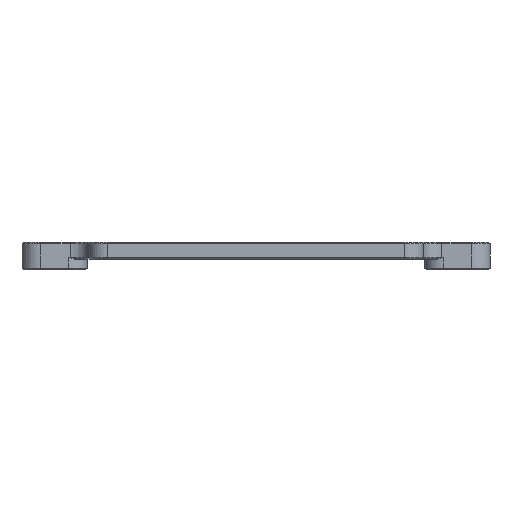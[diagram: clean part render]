
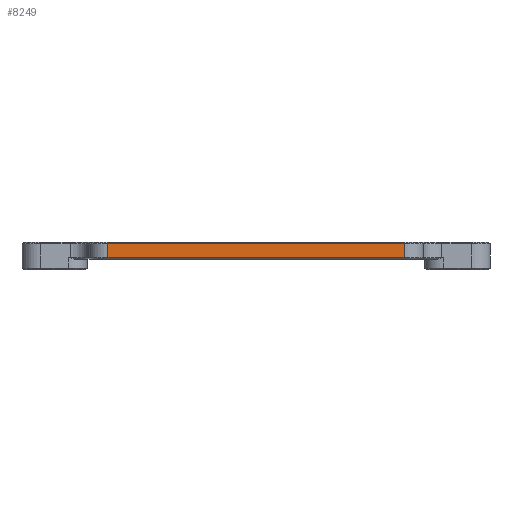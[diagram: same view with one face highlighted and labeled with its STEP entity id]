
A CAD part, front view. The second image highlights one B-rep face of the part: STEP entity #8249.
In plain terms, the highlighted planar face has unit normal (0, -1, 0).
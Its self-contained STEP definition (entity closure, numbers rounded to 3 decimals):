
#8210=CARTESIAN_POINT('',(43.899,-74.825,-14.));
#8211=DIRECTION('',(0.,-1.,0.));
#8212=DIRECTION('',(0.,0.,-1.));
#8213=AXIS2_PLACEMENT_3D('',#8210,#8211,#8212);
#8214=PLANE('',#8213);
#8215=CARTESIAN_POINT('',(40.,-74.825,0.8));
#8216=VERTEX_POINT('',#8215);
#8217=CARTESIAN_POINT('',(40.,-74.825,4.6));
#8218=VERTEX_POINT('',#8217);
#8219=CARTESIAN_POINT('',(40.,-74.825,0.8));
#8220=DIRECTION('',(0.,0.,1.));
#8221=VECTOR('',#8220,3.8);
#8222=LINE('',#8219,#8221);
#8223=EDGE_CURVE('',#8216,#8218,#8222,.T.);
#8224=ORIENTED_EDGE('',*,*,#8223,.T.);
#8225=CARTESIAN_POINT('',(-40.,-74.825,4.6));
#8226=VERTEX_POINT('',#8225);
#8227=CARTESIAN_POINT('',(40.,-74.825,4.6));
#8228=DIRECTION('',(-1.,0.,-0.));
#8229=VECTOR('',#8228,80.);
#8230=LINE('',#8227,#8229);
#8231=EDGE_CURVE('',#8218,#8226,#8230,.T.);
#8232=ORIENTED_EDGE('',*,*,#8231,.T.);
#8233=CARTESIAN_POINT('',(-40.,-74.825,0.8));
#8234=VERTEX_POINT('',#8233);
#8235=CARTESIAN_POINT('',(-40.,-74.825,4.6));
#8236=DIRECTION('',(0.,0.,-1.));
#8237=VECTOR('',#8236,3.8);
#8238=LINE('',#8235,#8237);
#8239=EDGE_CURVE('',#8226,#8234,#8238,.T.);
#8240=ORIENTED_EDGE('',*,*,#8239,.T.);
#8241=CARTESIAN_POINT('',(-40.,-74.825,0.8));
#8242=DIRECTION('',(1.,0.,-0.));
#8243=VECTOR('',#8242,80.);
#8244=LINE('',#8241,#8243);
#8245=EDGE_CURVE('',#8234,#8216,#8244,.T.);
#8246=ORIENTED_EDGE('',*,*,#8245,.T.);
#8247=EDGE_LOOP('',(#8224,#8232,#8240,#8246));
#8248=FACE_BOUND('',#8247,.T.);
#8249=ADVANCED_FACE('',(#8248),#8214,.T.);
